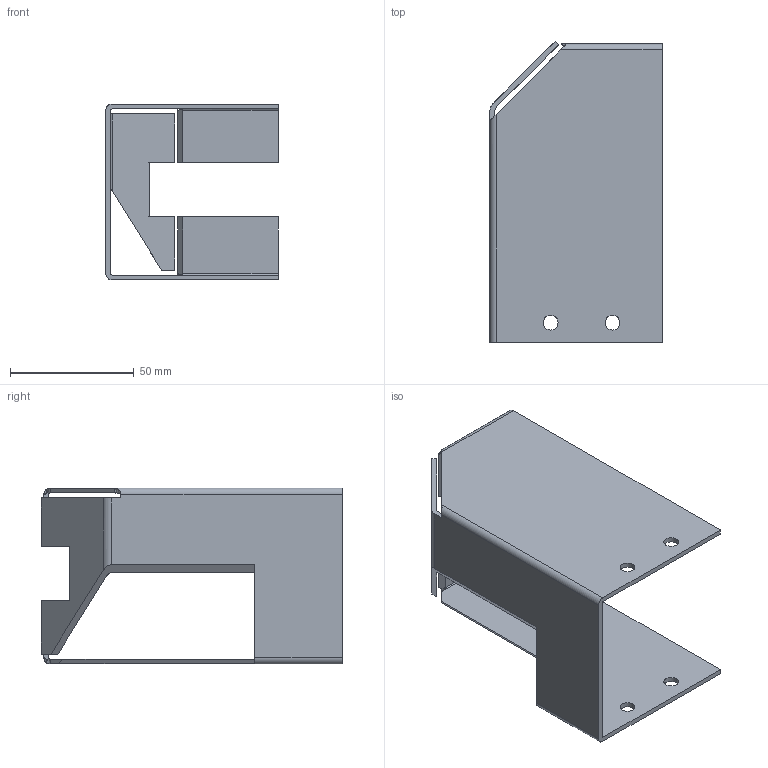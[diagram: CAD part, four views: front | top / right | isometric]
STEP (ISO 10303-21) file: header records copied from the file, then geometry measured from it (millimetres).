
FILE_DESCRIPTION(/* description */ (''),/* implementation_level */ '2;1');
FILE_NAME(/* name */ '',/* time_stamp */ '2020-03-27T23:04:40+08:00',/* author */ (''),/* organization */ (''),/* preprocessor_version */ 'ST-DEVELOPER v11',/* originating_system */ 'SIEMENS PLM Software NX 7.5',/* authorisation */ '');
FILE_SCHEMA (('CONFIG_CONTROL_DESIGN'));
Length unit declared in the file: millimetre
Products named in the file (1): Admi8242uvem
Bounding box: 69.5 x 121.52 x 71 mm (x, y, z)
Volume: 42687.1 mm3; surface area: 45151.4 mm2
Topology: 1 solids, 1 shells, 53 faces, 144 edges, 93 vertices
Faces by surface type: plane 34, cylinder 14, bspline 5
Full cylindrical faces by diameter (mm): 6 x4
Entity records: 1947 total; most frequent: CARTESIAN_POINT 533, ORIENTED_EDGE 282, DIRECTION 256, EDGE_CURVE 141, LINE 102, VECTOR 102, VERTEX_POINT 94, AXIS2_PLACEMENT_3D 77
